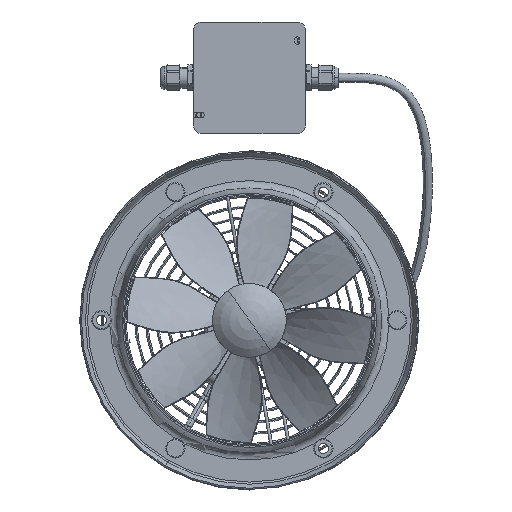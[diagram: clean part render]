
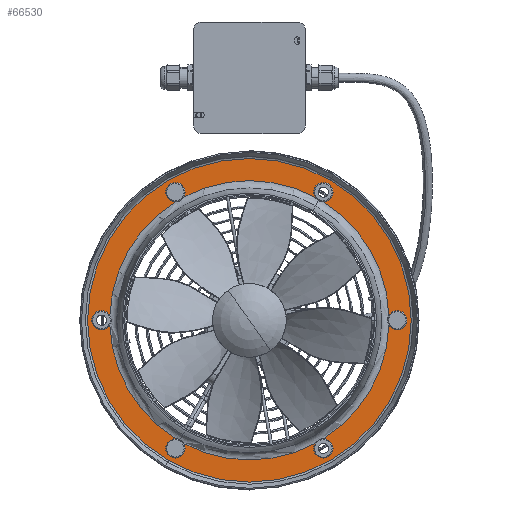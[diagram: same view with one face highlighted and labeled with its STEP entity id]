
A CAD part, left-side view. The second image highlights one B-rep face of the part: STEP entity #66530.
In plain terms, the highlighted planar face has unit normal (-1, 0, 0).
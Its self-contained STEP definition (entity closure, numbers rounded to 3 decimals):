
#65000=CARTESIAN_POINT('',(503.157,290.318,0.));
#65010=DIRECTION('',(-1.,0.,0.));
#65020=DIRECTION('',(0.,1.,0.));
#65030=AXIS2_PLACEMENT_3D('',#65000,#65010,#65020);
#65040=PLANE('',#65030);
#65050=CARTESIAN_POINT('',(503.157,123.402,0.));
#65060=DIRECTION('',(-1.,0.,0.));
#65070=DIRECTION('',(0.,1.,0.));
#65080=AXIS2_PLACEMENT_3D('',#65050,#65060,#65070);
#65090=CIRCLE('',#65080,167.35);
#65100=CARTESIAN_POINT('',(503.157,290.752,0.));
#65110=VERTEX_POINT('',#65100);
#65120=CARTESIAN_POINT('',(503.157,-43.948,0.));
#65130=VERTEX_POINT('',#65120);
#65140=EDGE_CURVE('',#65110,#65130,#65090,.T.);
#65150=ORIENTED_EDGE('',*,*,#65140,.T.);
#65160=EDGE_CURVE('',#65130,#65110,#65090,.T.);
#65170=ORIENTED_EDGE('',*,*,#65160,.T.);
#65180=EDGE_LOOP('',(#65170,#65150));
#65190=FACE_OUTER_BOUND('',#65180,.T.);
#65200=CARTESIAN_POINT('',(503.157,46.902,
132.502));
#65210=DIRECTION('',(1.,0.,0.));
#65220=DIRECTION('',(0.,0.866,0.5));
#65230=AXIS2_PLACEMENT_3D('',#65200,#65210,#65220);
#65240=CIRCLE('',#65230,10.);
#65250=CARTESIAN_POINT('',(503.157,38.242,
127.502));
#65260=VERTEX_POINT('',#65250);
#65270=CARTESIAN_POINT('',(503.157,46.898,
122.502));
#65280=VERTEX_POINT('',#65270);
#65290=EDGE_CURVE('',#65260,#65280,#65240,.T.);
#65300=ORIENTED_EDGE('',*,*,#65290,.T.);
#65310=CARTESIAN_POINT('',(503.157,55.562,
137.502));
#65320=VERTEX_POINT('',#65310);
#65330=EDGE_CURVE('',#65320,#65260,#65240,.T.);
#65340=ORIENTED_EDGE('',*,*,#65330,.T.);
#65350=CARTESIAN_POINT('',(503.157,55.564,
127.506));
#65360=VERTEX_POINT('',#65350);
#65370=EDGE_CURVE('',#65360,#65320,#65240,.T.);
#65380=ORIENTED_EDGE('',*,*,#65370,.T.);
#65390=CARTESIAN_POINT('',(503.157,123.402,0.));
#65400=DIRECTION('',(1.,0.,0.));
#65410=DIRECTION('',(0.,1.,0.));
#65420=AXIS2_PLACEMENT_3D('',#65390,#65400,#65410);
#65430=CIRCLE('',#65420,144.429);
#65440=CARTESIAN_POINT('',(503.157,191.24,
127.506));
#65450=VERTEX_POINT('',#65440);
#65460=EDGE_CURVE('',#65450,#65360,#65430,.T.);
#65470=ORIENTED_EDGE('',*,*,#65460,.T.);
#65480=CARTESIAN_POINT('',(503.157,199.902,
132.502));
#65490=DIRECTION('',(1.,0.,0.));
#65500=DIRECTION('',(0.,-0.866,
0.5));
#65510=AXIS2_PLACEMENT_3D('',#65480,#65490,#65500);
#65520=CIRCLE('',#65510,10.);
#65530=CARTESIAN_POINT('',(503.157,191.242,
137.502));
#65540=VERTEX_POINT('',#65530);
#65550=EDGE_CURVE('',#65540,#65450,#65520,.T.);
#65560=ORIENTED_EDGE('',*,*,#65550,.T.);
#65570=CARTESIAN_POINT('',(503.157,208.562,
127.502));
#65580=VERTEX_POINT('',#65570);
#65590=EDGE_CURVE('',#65580,#65540,#65520,.T.);
#65600=ORIENTED_EDGE('',*,*,#65590,.T.);
#65610=CARTESIAN_POINT('',(503.157,199.906,
122.502));
#65620=VERTEX_POINT('',#65610);
#65630=EDGE_CURVE('',#65620,#65580,#65520,.T.);
#65640=ORIENTED_EDGE('',*,*,#65630,.T.);
#65650=CARTESIAN_POINT('',(503.157,267.744,
5.004));
#65660=VERTEX_POINT('',#65650);
#65670=EDGE_CURVE('',#65660,#65620,#65430,.T.);
#65680=ORIENTED_EDGE('',*,*,#65670,.T.);
#65690=CARTESIAN_POINT('',(503.157,276.402,
0.));
#65700=DIRECTION('',(1.,0.,0.));
#65710=DIRECTION('',(0.,0.,-1.));
#65720=AXIS2_PLACEMENT_3D('',#65690,#65700,#65710);
#65730=CIRCLE('',#65720,10.);
#65740=CARTESIAN_POINT('',(503.157,276.402,
10.));
#65750=VERTEX_POINT('',#65740);
#65760=EDGE_CURVE('',#65750,#65660,#65730,.T.);
#65770=ORIENTED_EDGE('',*,*,#65760,.T.);
#65780=CARTESIAN_POINT('',(503.157,276.402,
-10.));
#65790=VERTEX_POINT('',#65780);
#65800=EDGE_CURVE('',#65790,#65750,#65730,.T.);
#65810=ORIENTED_EDGE('',*,*,#65800,.T.);
#65820=CARTESIAN_POINT('',(503.157,267.744,
-5.004));
#65830=VERTEX_POINT('',#65820);
#65840=EDGE_CURVE('',#65830,#65790,#65730,.T.);
#65850=ORIENTED_EDGE('',*,*,#65840,.T.);
#65860=CARTESIAN_POINT('',(503.157,199.906,
-122.502));
#65870=VERTEX_POINT('',#65860);
#65880=EDGE_CURVE('',#65870,#65830,#65430,.T.);
#65890=ORIENTED_EDGE('',*,*,#65880,.T.);
#65900=CARTESIAN_POINT('',(503.157,199.902,
-132.502));
#65910=DIRECTION('',(1.,0.,0.));
#65920=DIRECTION('',(0.,0.866,0.5));
#65930=AXIS2_PLACEMENT_3D('',#65900,#65910,#65920);
#65940=CIRCLE('',#65930,10.);
#65950=CARTESIAN_POINT('',(503.157,208.562,
-127.502));
#65960=VERTEX_POINT('',#65950);
#65970=EDGE_CURVE('',#65960,#65870,#65940,.T.);
#65980=ORIENTED_EDGE('',*,*,#65970,.T.);
#65990=CARTESIAN_POINT('',(503.157,191.242,
-137.502));
#66000=VERTEX_POINT('',#65990);
#66010=EDGE_CURVE('',#66000,#65960,#65940,.T.);
#66020=ORIENTED_EDGE('',*,*,#66010,.T.);
#66030=CARTESIAN_POINT('',(503.157,191.24,
-127.506));
#66040=VERTEX_POINT('',#66030);
#66050=EDGE_CURVE('',#66040,#66000,#65940,.T.);
#66060=ORIENTED_EDGE('',*,*,#66050,.T.);
#66070=CARTESIAN_POINT('',(503.157,55.564,
-127.506));
#66080=VERTEX_POINT('',#66070);
#66090=EDGE_CURVE('',#66080,#66040,#65430,.T.);
#66100=ORIENTED_EDGE('',*,*,#66090,.T.);
#66110=CARTESIAN_POINT('',(503.157,46.902,
-132.502));
#66120=DIRECTION('',(1.,0.,0.));
#66130=DIRECTION('',(0.,-0.866,
0.5));
#66140=AXIS2_PLACEMENT_3D('',#66110,#66120,#66130);
#66150=CIRCLE('',#66140,10.);
#66160=CARTESIAN_POINT('',(503.157,55.562,
-137.502));
#66170=VERTEX_POINT('',#66160);
#66180=EDGE_CURVE('',#66170,#66080,#66150,.T.);
#66190=ORIENTED_EDGE('',*,*,#66180,.T.);
#66200=CARTESIAN_POINT('',(503.157,38.242,
-127.502));
#66210=VERTEX_POINT('',#66200);
#66220=EDGE_CURVE('',#66210,#66170,#66150,.T.);
#66230=ORIENTED_EDGE('',*,*,#66220,.T.);
#66240=CARTESIAN_POINT('',(503.157,46.898,
-122.502));
#66250=VERTEX_POINT('',#66240);
#66260=EDGE_CURVE('',#66250,#66210,#66150,.T.);
#66270=ORIENTED_EDGE('',*,*,#66260,.T.);
#66280=CARTESIAN_POINT('',(503.157,-20.94,
-5.004));
#66290=VERTEX_POINT('',#66280);
#66300=EDGE_CURVE('',#66290,#66250,#65430,.T.);
#66310=ORIENTED_EDGE('',*,*,#66300,.T.);
#66320=CARTESIAN_POINT('',(503.157,-29.598,
0.));
#66330=DIRECTION('',(1.,0.,0.));
#66340=DIRECTION('',(0.,0.,-1.));
#66350=AXIS2_PLACEMENT_3D('',#66320,#66330,#66340);
#66360=CIRCLE('',#66350,10.);
#66370=CARTESIAN_POINT('',(503.157,-29.598,
-10.));
#66380=VERTEX_POINT('',#66370);
#66390=EDGE_CURVE('',#66380,#66290,#66360,.T.);
#66400=ORIENTED_EDGE('',*,*,#66390,.T.);
#66410=CARTESIAN_POINT('',(503.157,-29.598,
10.));
#66420=VERTEX_POINT('',#66410);
#66430=EDGE_CURVE('',#66420,#66380,#66360,.T.);
#66440=ORIENTED_EDGE('',*,*,#66430,.T.);
#66450=CARTESIAN_POINT('',(503.157,-20.94,
5.004));
#66460=VERTEX_POINT('',#66450);
#66470=EDGE_CURVE('',#66460,#66420,#66360,.T.);
#66480=ORIENTED_EDGE('',*,*,#66470,.T.);
#66490=EDGE_CURVE('',#65280,#66460,#65430,.T.);
#66500=ORIENTED_EDGE('',*,*,#66490,.T.);
#66510=EDGE_LOOP('',(#66500,#66480,#66440,#66400,#66310,#66270,#66230,
#66190,#66100,#66060,#66020,#65980,#65890,#65850,#65810,#65770,#65680,
#65640,#65600,#65560,#65470,#65380,#65340,#65300));
#66520=FACE_BOUND('',#66510,.T.);
#66530=ADVANCED_FACE('',(#65190,#66520),#65040,.T.);
